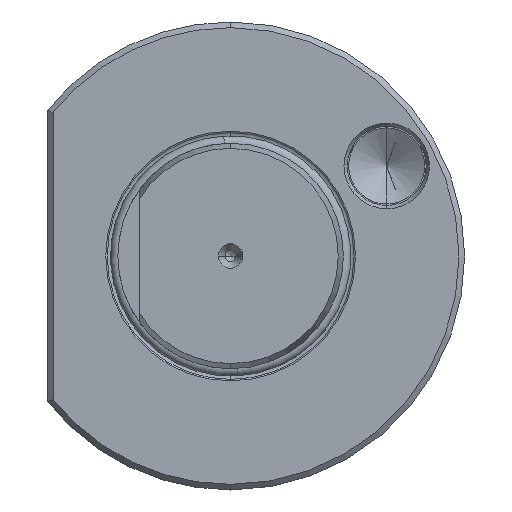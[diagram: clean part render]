
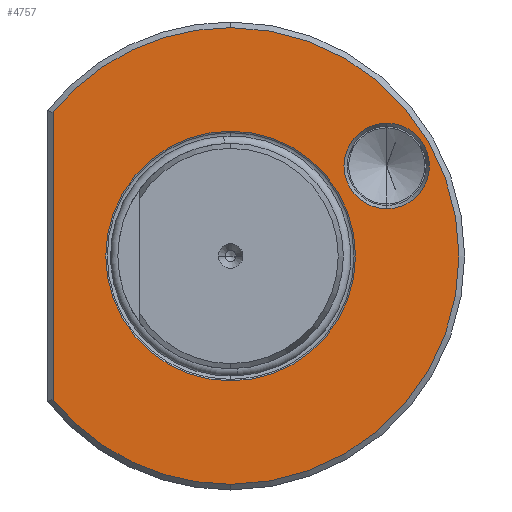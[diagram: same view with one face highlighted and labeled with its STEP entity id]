
A CAD part, left-side view. The second image highlights one B-rep face of the part: STEP entity #4757.
In plain terms, the highlighted planar face has unit normal (-1, 0, 0).
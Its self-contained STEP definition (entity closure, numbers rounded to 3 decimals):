
#4237 = EDGE_CURVE ( 'NONE', #20311, #20265, #30646, .T. ) ;
#4395 = EDGE_CURVE ( 'NONE', #20335, #20475, #31059, .T. ) ;
#4421 = EDGE_CURVE ( 'NONE', #20475, #20482, #31217, .T. ) ;
#4447 = EDGE_CURVE ( 'NONE', #20435, #20309, #30352, .T. ) ;
#4757 = ADVANCED_FACE ( 'NONE', ( #34114, #34130, #34119 ), #33355, .F. ) ;
#14015 = CARTESIAN_POINT ( 'NONE',  ( 2., 0., 0. ) ) ;
#14035 = DIRECTION ( 'NONE',  ( 1., 0., 0. ) ) ;
#14037 = DIRECTION ( 'NONE',  ( 0., 0., -1. ) ) ;
#14212 = CARTESIAN_POINT ( 'NONE',  ( 2., 0., 0. ) ) ;
#14229 = DIRECTION ( 'NONE',  ( 0., 0., -1. ) ) ;
#14232 = DIRECTION ( 'NONE',  ( 1., 0., 0. ) ) ;
#14325 = CARTESIAN_POINT ( 'NONE',  ( 2., 0., 0. ) ) ;
#14334 = DIRECTION ( 'NONE',  ( 1., 0., 0. ) ) ;
#14340 = DIRECTION ( 'NONE',  ( 0., 0., -1. ) ) ;
#16831 = EDGE_CURVE ( 'NONE', #20482, #34187, #39863, .T. ) ;
#16857 = EDGE_CURVE ( 'NONE', #20265, #20311, #39940, .T. ) ;
#16865 = EDGE_CURVE ( 'NONE', #20335, #34187, #39954, .T. ) ;
#16888 = EDGE_CURVE ( 'NONE', #20309, #20435, #39932, .T. ) ;
#16938 = AXIS2_PLACEMENT_3D ( 'NONE', #14015, #14035, #14037 ) ;
#16991 = AXIS2_PLACEMENT_3D ( 'NONE', #18491, #18446, #18459 ) ;
#18446 = DIRECTION ( 'NONE',  ( 1., 0., 0. ) ) ;
#18459 = DIRECTION ( 'NONE',  ( 0., 0., -1. ) ) ;
#18491 = CARTESIAN_POINT ( 'NONE',  ( 2., -27.68, 15.97 ) ) ;
#20265 = VERTEX_POINT ( 'NONE', #37797 ) ;
#20309 = VERTEX_POINT ( 'NONE', #37811 ) ;
#20311 = VERTEX_POINT ( 'NONE', #37813 ) ;
#20335 = VERTEX_POINT ( 'NONE', #37866 ) ;
#20435 = VERTEX_POINT ( 'NONE', #22133 ) ;
#20475 = VERTEX_POINT ( 'NONE', #22203 ) ;
#20482 = VERTEX_POINT ( 'NONE', #22164 ) ;
#22133 = CARTESIAN_POINT ( 'NONE',  ( 2., 0., 22.15 ) ) ;
#22164 = CARTESIAN_POINT ( 'NONE',  ( 2., 0., -40.5 ) ) ;
#22203 = CARTESIAN_POINT ( 'NONE',  ( 2., 0., 40.5 ) ) ;
#22459 = CARTESIAN_POINT ( 'NONE',  ( 2., 31.5, -25.456 ) ) ;
#29926 = AXIS2_PLACEMENT_3D ( 'NONE', #14325, #14334, #14340 ) ;
#29970 = EDGE_LOOP ( 'NONE', ( #32299, #32335 ) ) ;
#30055 = EDGE_LOOP ( 'NONE', ( #32378, #32344, #32382, #32276 ) ) ;
#30124 = EDGE_LOOP ( 'NONE', ( #32318, #32295 ) ) ;
#30352 = CIRCLE ( 'NONE', #29926, 22.15 ) ;
#30646 = CIRCLE ( 'NONE', #16991, 7.577 ) ;
#31059 = CIRCLE ( 'NONE', #16938, 40.5 ) ;
#31217 = CIRCLE ( 'NONE', #39776, 40.5 ) ;
#32276 = ORIENTED_EDGE ( 'NONE', *, *, #4421, .F. ) ;
#32295 = ORIENTED_EDGE ( 'NONE', *, *, #16888, .T. ) ;
#32299 = ORIENTED_EDGE ( 'NONE', *, *, #4237, .T. ) ;
#32318 = ORIENTED_EDGE ( 'NONE', *, *, #4447, .T. ) ;
#32335 = ORIENTED_EDGE ( 'NONE', *, *, #16857, .T. ) ;
#32344 = ORIENTED_EDGE ( 'NONE', *, *, #16865, .T. ) ;
#32378 = ORIENTED_EDGE ( 'NONE', *, *, #4395, .F. ) ;
#32382 = ORIENTED_EDGE ( 'NONE', *, *, #16831, .F. ) ;
#33313 = DIRECTION ( 'NONE',  ( 0., 0., -1. ) ) ;
#33355 = PLANE ( 'NONE',  #39044 ) ;
#33358 = DIRECTION ( 'NONE',  ( 1., 0., 0. ) ) ;
#33375 = CARTESIAN_POINT ( 'NONE',  ( 2., 20., 0. ) ) ;
#34114 = FACE_BOUND ( 'NONE', #30124, .T. ) ;
#34119 = FACE_OUTER_BOUND ( 'NONE', #30055, .T. ) ;
#34130 = FACE_BOUND ( 'NONE', #29970, .T. ) ;
#34187 = VERTEX_POINT ( 'NONE', #22459 ) ;
#37797 = CARTESIAN_POINT ( 'NONE',  ( 2., -27.68, 8.393 ) ) ;
#37811 = CARTESIAN_POINT ( 'NONE',  ( 2., 0., -22.15 ) ) ;
#37813 = CARTESIAN_POINT ( 'NONE',  ( 2., -27.68, 23.547 ) ) ;
#37866 = CARTESIAN_POINT ( 'NONE',  ( 2., 31.5, 25.456 ) ) ;
#37887 = DIRECTION ( 'NONE',  ( 1., 0., 0. ) ) ;
#37918 = DIRECTION ( 'NONE',  ( 0., 0., -1. ) ) ;
#37920 = CARTESIAN_POINT ( 'NONE',  ( 2., 0., 0. ) ) ;
#37978 = CARTESIAN_POINT ( 'NONE',  ( 2., -27.68, 15.97 ) ) ;
#37990 = CARTESIAN_POINT ( 'NONE',  ( 2., 31.5, -24.166 ) ) ;
#38001 = DIRECTION ( 'NONE',  ( 0., 0., -1. ) ) ;
#38002 = DIRECTION ( 'NONE',  ( 1., 0., 0. ) ) ;
#38011 = DIRECTION ( 'NONE',  ( 0., 0., -1. ) ) ;
#38248 = CARTESIAN_POINT ( 'NONE',  ( 2., 0., 0. ) ) ;
#38282 = DIRECTION ( 'NONE',  ( 0., 0., -1. ) ) ;
#38286 = DIRECTION ( 'NONE',  ( 1., 0., 0. ) ) ;
#39044 = AXIS2_PLACEMENT_3D ( 'NONE', #33375, #33358, #33313 ) ;
#39164 = AXIS2_PLACEMENT_3D ( 'NONE', #38248, #38286, #38282 ) ;
#39184 = AXIS2_PLACEMENT_3D ( 'NONE', #37978, #38002, #38001 ) ;
#39186 = AXIS2_PLACEMENT_3D ( 'NONE', #37920, #37887, #37918 ) ;
#39776 = AXIS2_PLACEMENT_3D ( 'NONE', #14212, #14232, #14229 ) ;
#39863 = CIRCLE ( 'NONE', #39186, 40.5 ) ;
#39919 = VECTOR ( 'NONE', #38011, 1000. ) ;
#39932 = CIRCLE ( 'NONE', #39164, 22.15 ) ;
#39940 = CIRCLE ( 'NONE', #39184, 7.577 ) ;
#39954 = LINE ( 'NONE', #37990, #39919 ) ;
